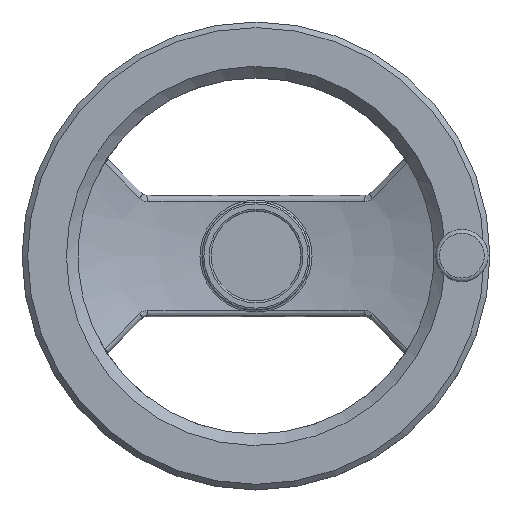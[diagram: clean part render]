
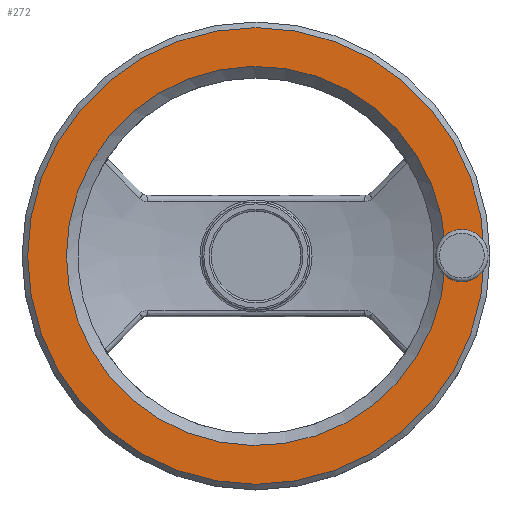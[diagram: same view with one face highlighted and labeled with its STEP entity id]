
A CAD part, top view. The second image highlights one B-rep face of the part: STEP entity #272.
In plain terms, the highlighted planar face has unit normal (0, 0, 1).
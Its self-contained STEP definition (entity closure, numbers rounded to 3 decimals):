
#272 = ADVANCED_FACE( '', ( #646, #647 ), #648, .F. );
#646 = FACE_BOUND( '', #2196, .T. );
#647 = FACE_OUTER_BOUND( '', #2197, .T. );
#648 = PLANE( '', #2198 );
#2196 = EDGE_LOOP( '', ( #5640, #5641, #5642, #5643, #5644, #5645 ) );
#2197 = EDGE_LOOP( '', ( #5646 ) );
#2198 = AXIS2_PLACEMENT_3D( '', #5647, #5648, #5649 );
#5640 = ORIENTED_EDGE( '', *, *, #6354, .F. );
#5641 = ORIENTED_EDGE( '', *, *, #6327, .T. );
#5642 = ORIENTED_EDGE( '', *, *, #6497, .T. );
#5643 = ORIENTED_EDGE( '', *, *, #6498, .T. );
#5644 = ORIENTED_EDGE( '', *, *, #6356, .T. );
#5645 = ORIENTED_EDGE( '', *, *, #6499, .F. );
#5646 = ORIENTED_EDGE( '', *, *, #6352, .T. );
#5647 = CARTESIAN_POINT( '', ( 0., 125., 53. ) );
#5648 = DIRECTION( '', ( 0., 0., -1. ) );
#5649 = DIRECTION( '', ( -1., 0., 0. ) );
#6327 = EDGE_CURVE( '', #6770, #6767, #6771, .T. );
#6352 = EDGE_CURVE( '', #6812, #6812, #6813, .F. );
#6354 = EDGE_CURVE( '', #6770, #6815, #6816, .F. );
#6356 = EDGE_CURVE( '', #6819, #6817, #6820, .T. );
#6497 = EDGE_CURVE( '', #6767, #7039, #7040, .T. );
#6498 = EDGE_CURVE( '', #7039, #6819, #7041, .T. );
#6499 = EDGE_CURVE( '', #6815, #6817, #7042, .T. );
#6767 = VERTEX_POINT( '', #7621 );
#6770 = VERTEX_POINT( '', #7627 );
#6771 = LINE( '', #7628, #7629 );
#6812 = VERTEX_POINT( '', #7940 );
#6813 = CIRCLE( '', #7941, 122. );
#6815 = VERTEX_POINT( '', #7943 );
#6816 = CIRCLE( '', #7944, 9.8 );
#6817 = VERTEX_POINT( '', #7945 );
#6819 = VERTEX_POINT( '', #7947 );
#6820 = CIRCLE( '', #7948, 9.8 );
#7039 = VERTEX_POINT( '', #9062 );
#7040 = CIRCLE( '', #9063, 9.8 );
#7041 = LINE( '', #9064, #9065 );
#7042 = CIRCLE( '', #9066, 101.3 );
#7621 = CARTESIAN_POINT( '', ( 113.047, 9.314, 53. ) );
#7627 = CARTESIAN_POINT( '', ( 102.935, 6.792, 53. ) );
#7628 = CARTESIAN_POINT( '', ( 112.017, 9.058, 53. ) );
#7629 = VECTOR( '', #9897, 1000. );
#7940 = CARTESIAN_POINT( '', ( -122., 0., 53. ) );
#7941 = AXIS2_PLACEMENT_3D( '', #9922, #9923, #9924 );
#7943 = CARTESIAN_POINT( '', ( 101.207, 4.328, 53. ) );
#7944 = AXIS2_PLACEMENT_3D( '', #9925, #9926, #9927 );
#7945 = CARTESIAN_POINT( '', ( 101.208, -4.328, 53. ) );
#7947 = CARTESIAN_POINT( '', ( 106.953, -9.314, 53. ) );
#7948 = AXIS2_PLACEMENT_3D( '', #9931, #9932, #9933 );
#9062 = CARTESIAN_POINT( '', ( 117.065, -6.792, 53. ) );
#9063 = AXIS2_PLACEMENT_3D( '', #10085, #10086, #10087 );
#9064 = CARTESIAN_POINT( '', ( 106.898, -9.328, 53. ) );
#9065 = VECTOR( '', #10088, 1000. );
#9066 = AXIS2_PLACEMENT_3D( '', #10089, #10090, #10091 );
#9897 = DIRECTION( '', ( 0.97, 0.242, 0. ) );
#9922 = CARTESIAN_POINT( '', ( 0., 0., 53. ) );
#9923 = DIRECTION( '', ( 0., 0., -1. ) );
#9924 = DIRECTION( '', ( -1., 0., 0. ) );
#9925 = CARTESIAN_POINT( '', ( 110., 0., 53. ) );
#9926 = DIRECTION( '', ( 0., 0., -1. ) );
#9927 = DIRECTION( '', ( -1., 0., 0. ) );
#9931 = CARTESIAN_POINT( '', ( 110., 0., 53. ) );
#9932 = DIRECTION( '', ( 0., 0., -1. ) );
#9933 = DIRECTION( '', ( -0.242, 0.97, 0. ) );
#10085 = CARTESIAN_POINT( '', ( 110., 0., 53. ) );
#10086 = DIRECTION( '', ( 0., 0., -1. ) );
#10087 = DIRECTION( '', ( -0.242, 0.97, 0. ) );
#10088 = DIRECTION( '', ( -0.97, -0.242, 0. ) );
#10089 = CARTESIAN_POINT( '', ( 0., 0., 53. ) );
#10090 = DIRECTION( '', ( 0., 0., 1. ) );
#10091 = DIRECTION( '', ( 1., 0., 0. ) );
